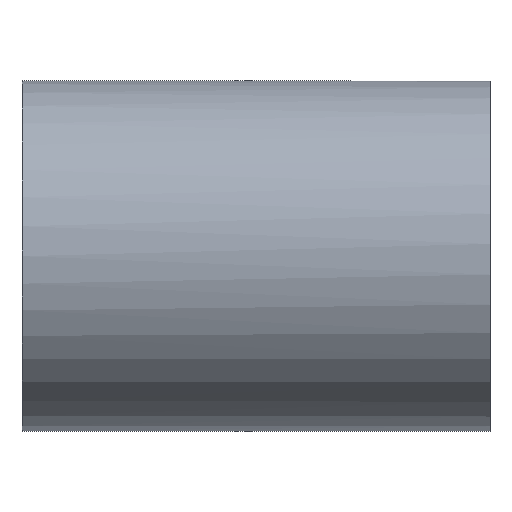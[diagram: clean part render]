
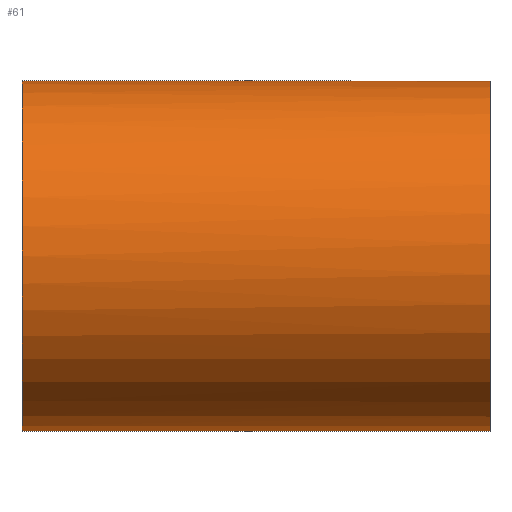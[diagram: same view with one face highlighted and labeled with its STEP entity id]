
A CAD part, front view. The second image highlights one B-rep face of the part: STEP entity #61.
In plain terms, the highlighted cylindrical face has radius 1.191 mm (diameter 2.381 mm), a full revolution.
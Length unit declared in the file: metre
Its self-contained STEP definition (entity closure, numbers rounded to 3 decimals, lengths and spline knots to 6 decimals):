
#20=CYLINDRICAL_SURFACE('',#80,0.001191);
#24=ORIENTED_EDGE('',*,*,#32,.F.);
#25=ORIENTED_EDGE('',*,*,#31,.T.);
#31=EDGE_CURVE('',#35,#35,#39,.F.);
#32=EDGE_CURVE('',#36,#36,#40,.T.);
#35=VERTEX_POINT('',#108);
#36=VERTEX_POINT('',#111);
#39=CIRCLE('',#79,0.001191);
#40=CIRCLE('',#81,0.001191);
#44=EDGE_LOOP('',(#24));
#45=EDGE_LOOP('',(#25));
#52=FACE_BOUND('',#44,.T.);
#53=FACE_BOUND('',#45,.T.);
#61=ADVANCED_FACE('',(#52,#53),#20,.T.);
#79=AXIS2_PLACEMENT_3D('',#107,#91,#92);
#80=AXIS2_PLACEMENT_3D('',#109,#93,#94);
#81=AXIS2_PLACEMENT_3D('',#110,#95,#96);
#91=DIRECTION('',(1.,0.,0.));
#92=DIRECTION('',(0.,-0.809,-0.588));
#93=DIRECTION('',(-1.,0.,0.));
#94=DIRECTION('',(0.,-0.809,-0.588));
#95=DIRECTION('',(-1.,0.,0.));
#96=DIRECTION('',(0.,-1.,0.));
#107=CARTESIAN_POINT('',(-0.037667,-0.162804,0.014236));
#108=CARTESIAN_POINT('',(-0.037667,-0.163768,0.013536));
#109=CARTESIAN_POINT('',(-0.037665,-0.162804,0.014236));
#110=CARTESIAN_POINT('',(-0.040842,-0.162804,0.014236));
#111=CARTESIAN_POINT('',(-0.040842,-0.163995,0.014236));
